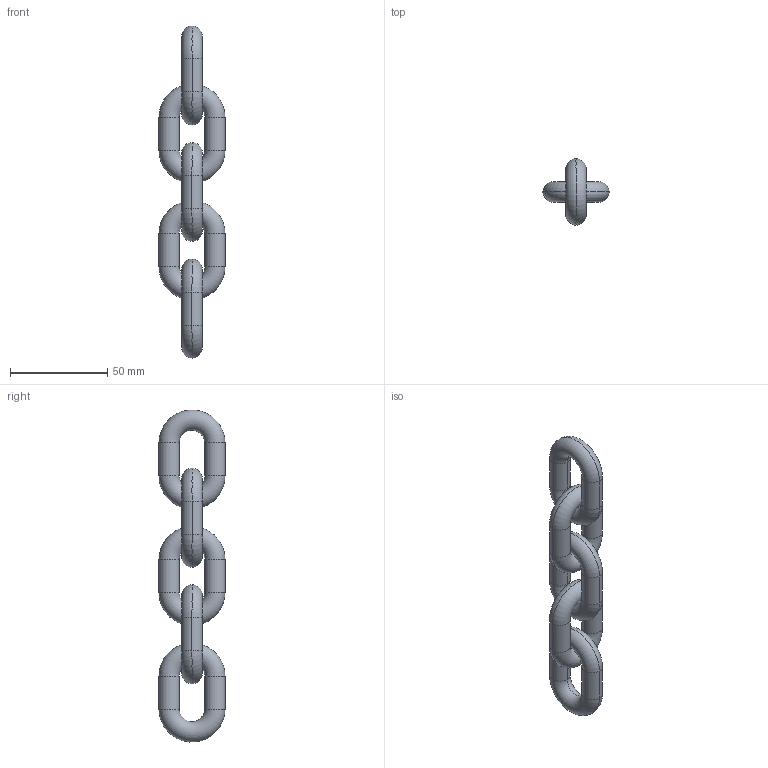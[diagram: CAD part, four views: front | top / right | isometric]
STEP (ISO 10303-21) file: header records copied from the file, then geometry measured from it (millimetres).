
FILE_DESCRIPTION((''),'2;1');
FILE_NAME('3VMK10X30_ASM','2005-01-18T',('jakubetz'),(''),'PRO/ENGINEER BY PARAMETRIC TECHNOLOGY CORPORATION, 2001400','PRO/ENGINEER BY PARAMETRIC TECHNOLOGY CORPORATION, 2001400','');
FILE_SCHEMA(('CONFIG_CONTROL_DESIGN'));
Length unit declared in the file: millimetre
Products named in the file (2): _3VMK10X30; 3VMK10X30_ASM
Assembly tree (1 placements, depth 2):
  3VMK10X30_ASM
    _3VMK10X30
Bounding box: 34 x 34 x 170.92 mm (x, y, z)
Volume: 46684 mm3; surface area: 17784.4 mm2
Topology: 5 solids, 5 shells, 40 faces, 80 edges, 40 vertices
Faces by surface type: torus 20, cylinder 20
Entity records: 1356 total; most frequent: CARTESIAN_POINT 473, DIRECTION 186, ORIENTED_EDGE 160, AXIS2_PLACEMENT_3D 83, EDGE_CURVE 80, VERTEX_POINT 40, EDGE_LOOP 40, FACE_OUTER_BOUND 40
